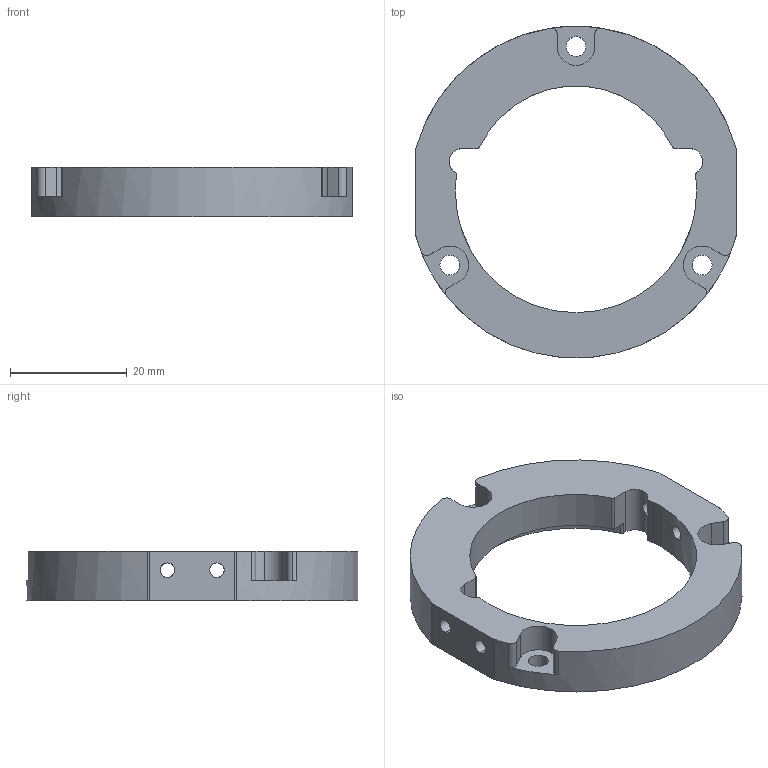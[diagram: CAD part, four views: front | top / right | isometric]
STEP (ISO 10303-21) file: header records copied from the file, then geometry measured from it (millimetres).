
FILE_DESCRIPTION (( 'STEP AP214' ), '1' );
FILE_NAME ('J7_A.STEP', '2025-08-20T01:19:07', ( '' ), ( '' ), 'SwSTEP 2.0', 'SolidWorks 2025', '' );
FILE_SCHEMA (( 'AUTOMOTIVE_DESIGN' ));
Length unit declared in the file: millimetre
Products named in the file (1): J7_A
Bounding box: 55 x 56.87 x 8.5 mm (x, y, z)
Volume: 9935.1 mm3; surface area: 5573.3 mm2
Topology: 1 solids, 1 shells, 65 faces, 195 edges, 130 vertices
Faces by surface type: cylinder 49, plane 16
Entity records: 2442 total; most frequent: CARTESIAN_POINT 563, DIRECTION 407, ORIENTED_EDGE 390, EDGE_CURVE 195, AXIS2_PLACEMENT_3D 160, VERTEX_POINT 130, CIRCLE 94, VECTOR 87
